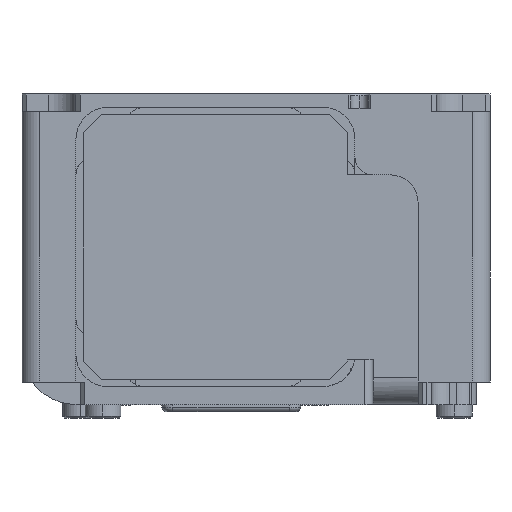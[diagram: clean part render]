
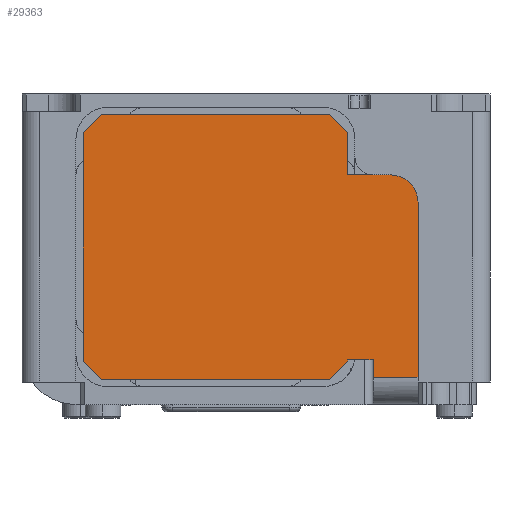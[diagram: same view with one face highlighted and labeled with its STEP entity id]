
A CAD part, left-side view. The second image highlights one B-rep face of the part: STEP entity #29363.
In plain terms, the highlighted planar face has unit normal (-1, 0, 0).
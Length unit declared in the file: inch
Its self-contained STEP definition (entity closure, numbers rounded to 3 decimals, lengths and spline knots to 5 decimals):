
#90 = VERTEX_POINT ( 'NONE', #28344 ) ;
#158 = DIRECTION ( 'NONE',  ( 0., -1., 0. ) ) ;
#701 = LINE ( 'NONE', #24753, #15719 ) ;
#1340 = CARTESIAN_POINT ( 'NONE',  ( -1.02165, -0.51181, 0.86614 ) ) ;
#1405 = VERTEX_POINT ( 'NONE', #10627 ) ;
#2266 = EDGE_CURVE ( 'NONE', #23252, #15795, #12977, .T. ) ;
#2553 = ORIENTED_EDGE ( 'NONE', *, *, #21235, .F. ) ;
#3432 = VERTEX_POINT ( 'NONE', #7287 ) ;
#3812 = VECTOR ( 'NONE', #13392, 39.37008 ) ;
#3971 = EDGE_CURVE ( 'NONE', #23252, #37308, #30596, .T. ) ;
#4611 = VECTOR ( 'NONE', #9187, 39.37008 ) ;
#5625 = PLANE ( 'NONE',  #33298 ) ;
#5951 = CARTESIAN_POINT ( 'NONE',  ( -1.02165, -0.40157, -0.02756 ) ) ;
#6358 = EDGE_CURVE ( 'NONE', #28676, #37308, #701, .T. ) ;
#6588 = DIRECTION ( 'NONE',  ( 0., -0.707, -0.707 ) ) ;
#6710 = ORIENTED_EDGE ( 'NONE', *, *, #25470, .F. ) ;
#7233 = LINE ( 'NONE', #19326, #29646 ) ;
#7256 = ORIENTED_EDGE ( 'NONE', *, *, #14924, .F. ) ;
#7287 = CARTESIAN_POINT ( 'NONE',  ( -1.02165, -0.51196, 0.05906 ) ) ;
#7360 = VECTOR ( 'NONE', #15435, 39.37008 ) ;
#7668 = CARTESIAN_POINT ( 'NONE',  ( -1.02165, 0.67717, 1.12992 ) ) ;
#7788 = LINE ( 'NONE', #17478, #33741 ) ;
#7856 = CARTESIAN_POINT ( 'NONE',  ( -1.02165, -0.39976, 0.05906 ) ) ;
#7985 = ORIENTED_EDGE ( 'NONE', *, *, #11020, .F. ) ;
#8086 = CARTESIAN_POINT ( 'NONE',  ( -1.02165, 0.75591, 1.05118 ) ) ;
#8159 = CARTESIAN_POINT ( 'NONE',  ( -1.02165, -0.70866, -0.08268 ) ) ;
#8245 = CARTESIAN_POINT ( 'NONE',  ( -1.02165, -0.59055, 0.86614 ) ) ;
#8594 = VERTEX_POINT ( 'NONE', #37337 ) ;
#8763 = EDGE_CURVE ( 'NONE', #37069, #17101, #7788, .T. ) ;
#9001 = CARTESIAN_POINT ( 'NONE',  ( -1.02165, 0.67717, -0.02756 ) ) ;
#9067 = ORIENTED_EDGE ( 'NONE', *, *, #9966, .F. ) ;
#9187 = DIRECTION ( 'NONE',  ( 0., 0., -1. ) ) ;
#9437 = CARTESIAN_POINT ( 'NONE',  ( -1.02165, -0.70866, 0.74803 ) ) ;
#9454 = VECTOR ( 'NONE', #158, 39.37008 ) ;
#9540 = ORIENTED_EDGE ( 'NONE', *, *, #17418, .T. ) ;
#9834 = VECTOR ( 'NONE', #6588, 39.37008 ) ;
#9966 = EDGE_CURVE ( 'NONE', #38381, #16277, #21375, .T. ) ;
#10327 = CARTESIAN_POINT ( 'NONE',  ( -1.02165, -0.5907, 0.86614 ) ) ;
#10562 = DIRECTION ( 'NONE',  ( 0., 0., 1. ) ) ;
#10595 = EDGE_CURVE ( 'NONE', #17101, #28559, #7233, .T. ) ;
#10627 = CARTESIAN_POINT ( 'NONE',  ( -1.02165, 0.75591, 0.05118 ) ) ;
#10982 = ORIENTED_EDGE ( 'NONE', *, *, #29536, .T. ) ;
#11020 = EDGE_CURVE ( 'NONE', #16005, #90, #35339, .T. ) ;
#11224 = VECTOR ( 'NONE', #22457, 39.37008 ) ;
#11296 = AXIS2_PLACEMENT_3D ( 'NONE', #22975, #35055, #35253 ) ;
#11308 = ORIENTED_EDGE ( 'NONE', *, *, #11816, .F. ) ;
#11317 = CARTESIAN_POINT ( 'NONE',  ( -1.02165, -0.40157, 1.05118 ) ) ;
#11816 = EDGE_CURVE ( 'NONE', #8594, #29737, #22320, .T. ) ;
#11917 = VECTOR ( 'NONE', #34211, 39.37008 ) ;
#12118 = DIRECTION ( 'NONE',  ( 0., -1., 0. ) ) ;
#12156 = FACE_OUTER_BOUND ( 'NONE', #26781, .T. ) ;
#12190 = CARTESIAN_POINT ( 'NONE',  ( -1.02165, -0.51196, 0.01969 ) ) ;
#12904 = LINE ( 'NONE', #18855, #38716 ) ;
#12964 = VECTOR ( 'NONE', #28685, 39.37008 ) ;
#12977 = LINE ( 'NONE', #37172, #12964 ) ;
#13124 = ORIENTED_EDGE ( 'NONE', *, *, #10595, .F. ) ;
#13392 = DIRECTION ( 'NONE',  ( 0., -0.707, 0.707 ) ) ;
#13446 = ORIENTED_EDGE ( 'NONE', *, *, #36541, .T. ) ;
#13921 = CARTESIAN_POINT ( 'NONE',  ( -1.02165, -0.40157, 0.05118 ) ) ;
#14448 = EDGE_CURVE ( 'NONE', #1405, #15795, #28262, .T. ) ;
#14555 = ORIENTED_EDGE ( 'NONE', *, *, #36360, .T. ) ;
#14924 = EDGE_CURVE ( 'NONE', #17406, #37069, #24014, .T. ) ;
#15184 = ORIENTED_EDGE ( 'NONE', *, *, #8763, .F. ) ;
#15276 = DIRECTION ( 'NONE',  ( 0., -1., 0. ) ) ;
#15389 = CARTESIAN_POINT ( 'NONE',  ( -1.02165, -0.40157, -0.02756 ) ) ;
#15435 = DIRECTION ( 'NONE',  ( 0., 0., -1. ) ) ;
#15719 = VECTOR ( 'NONE', #36601, 39.37008 ) ;
#15795 = VERTEX_POINT ( 'NONE', #8086 ) ;
#15955 = LINE ( 'NONE', #25925, #3812 ) ;
#16005 = VERTEX_POINT ( 'NONE', #9437 ) ;
#16277 = VERTEX_POINT ( 'NONE', #9001 ) ;
#16871 = CARTESIAN_POINT ( 'NONE',  ( -1.02165, -0.51196, -0.01969 ) ) ;
#17101 = VERTEX_POINT ( 'NONE', #8245 ) ;
#17389 = ORIENTED_EDGE ( 'NONE', *, *, #38970, .T. ) ;
#17406 = VERTEX_POINT ( 'NONE', #30598 ) ;
#17418 = EDGE_CURVE ( 'NONE', #32197, #90, #12904, .T. ) ;
#17478 = CARTESIAN_POINT ( 'NONE',  ( -1.02165, -0.51196, 0.86614 ) ) ;
#18855 = CARTESIAN_POINT ( 'NONE',  ( -1.02165, -0.70881, -0.01969 ) ) ;
#19296 = CARTESIAN_POINT ( 'NONE',  ( -1.02165, 0.75591, -0.02756 ) ) ;
#19326 = CARTESIAN_POINT ( 'NONE',  ( -1.02165, -0.51196, 0.86614 ) ) ;
#19399 = VECTOR ( 'NONE', #27554, 39.37008 ) ;
#20938 = LINE ( 'NONE', #12190, #4611 ) ;
#20985 = CARTESIAN_POINT ( 'NONE',  ( -1.02165, -0.32283, 1.12992 ) ) ;
#21235 = EDGE_CURVE ( 'NONE', #28559, #16005, #31626, .T. ) ;
#21272 = DIRECTION ( 'NONE',  ( 0., 0., 1. ) ) ;
#21375 = LINE ( 'NONE', #15389, #19399 ) ;
#22148 = ORIENTED_EDGE ( 'NONE', *, *, #14448, .F. ) ;
#22320 = LINE ( 'NONE', #34404, #11917 ) ;
#22457 = DIRECTION ( 'NONE',  ( 0., 0., -1. ) ) ;
#22953 = DIRECTION ( 'NONE',  ( -1., 0., 0. ) ) ;
#22975 = CARTESIAN_POINT ( 'NONE',  ( -1.02165, -0.59055, 0.74803 ) ) ;
#23252 = VERTEX_POINT ( 'NONE', #7668 ) ;
#24014 = LINE ( 'NONE', #33686, #9454 ) ;
#24670 = ORIENTED_EDGE ( 'NONE', *, *, #3971, .F. ) ;
#24688 = CARTESIAN_POINT ( 'NONE',  ( -1.02165, 0.75591, 0.05118 ) ) ;
#24753 = CARTESIAN_POINT ( 'NONE',  ( -1.02165, -0.40157, 1.05118 ) ) ;
#25470 = EDGE_CURVE ( 'NONE', #28676, #17406, #33901, .T. ) ;
#25925 = CARTESIAN_POINT ( 'NONE',  ( -1.02165, -0.32283, -0.02756 ) ) ;
#26781 = EDGE_LOOP ( 'NONE', ( #7985, #2553, #13124, #15184, #7256, #6710, #36724, #24670, #33945, #22148, #10982, #9067, #17389, #11308, #14555, #13446, #9540 ) ) ;
#26900 = CARTESIAN_POINT ( 'NONE',  ( -1.02165, -0.70881, 0.01969 ) ) ;
#27021 = VECTOR ( 'NONE', #12118, 39.37008 ) ;
#27554 = DIRECTION ( 'NONE',  ( 0., 1., 0. ) ) ;
#28262 = LINE ( 'NONE', #19296, #29999 ) ;
#28344 = CARTESIAN_POINT ( 'NONE',  ( -1.02165, -0.70866, -0.01969 ) ) ;
#28559 = VERTEX_POINT ( 'NONE', #10327 ) ;
#28676 = VERTEX_POINT ( 'NONE', #11317 ) ;
#28685 = DIRECTION ( 'NONE',  ( 0., 0.707, -0.707 ) ) ;
#29034 = DIRECTION ( 'NONE',  ( 0., -1., 0. ) ) ;
#29363 = ADVANCED_FACE ( 'NONE', ( #12156 ), #5625, .T. ) ;
#29536 = EDGE_CURVE ( 'NONE', #1405, #16277, #31419, .T. ) ;
#29646 = VECTOR ( 'NONE', #31468, 39.37008 ) ;
#29737 = VERTEX_POINT ( 'NONE', #13921 ) ;
#29999 = VECTOR ( 'NONE', #10562, 39.37008 ) ;
#30596 = LINE ( 'NONE', #33725, #27021 ) ;
#30598 = CARTESIAN_POINT ( 'NONE',  ( -1.02165, -0.40157, 0.86614 ) ) ;
#31419 = LINE ( 'NONE', #24688, #9834 ) ;
#31468 = DIRECTION ( 'NONE',  ( 0., -1., 0. ) ) ;
#31626 = CIRCLE ( 'NONE', #11296, 0.11811 ) ;
#32197 = VERTEX_POINT ( 'NONE', #16871 ) ;
#32657 = DIRECTION ( 'NONE',  ( 0., -1., 0. ) ) ;
#33298 = AXIS2_PLACEMENT_3D ( 'NONE', #26900, #22953, #21272 ) ;
#33686 = CARTESIAN_POINT ( 'NONE',  ( -1.02165, -0.51196, 0.86614 ) ) ;
#33725 = CARTESIAN_POINT ( 'NONE',  ( -1.02165, -0.40157, 1.12992 ) ) ;
#33740 = VECTOR ( 'NONE', #32657, 39.37008 ) ;
#33741 = VECTOR ( 'NONE', #29034, 39.37008 ) ;
#33901 = LINE ( 'NONE', #5951, #7360 ) ;
#33945 = ORIENTED_EDGE ( 'NONE', *, *, #2266, .T. ) ;
#34211 = DIRECTION ( 'NONE',  ( 0., 0., -1. ) ) ;
#34404 = CARTESIAN_POINT ( 'NONE',  ( -1.02165, -0.40157, -0.02756 ) ) ;
#35055 = DIRECTION ( 'NONE',  ( 1., 0., 0. ) ) ;
#35253 = DIRECTION ( 'NONE',  ( 0., 0., 1. ) ) ;
#35339 = LINE ( 'NONE', #8159, #11224 ) ;
#35539 = CARTESIAN_POINT ( 'NONE',  ( -1.02165, -0.32283, -0.02756 ) ) ;
#36360 = EDGE_CURVE ( 'NONE', #8594, #3432, #37989, .T. ) ;
#36541 = EDGE_CURVE ( 'NONE', #3432, #32197, #20938, .T. ) ;
#36601 = DIRECTION ( 'NONE',  ( 0., 0.707, 0.707 ) ) ;
#36724 = ORIENTED_EDGE ( 'NONE', *, *, #6358, .T. ) ;
#37069 = VERTEX_POINT ( 'NONE', #1340 ) ;
#37172 = CARTESIAN_POINT ( 'NONE',  ( -1.02165, 0.67717, 1.12992 ) ) ;
#37308 = VERTEX_POINT ( 'NONE', #20985 ) ;
#37337 = CARTESIAN_POINT ( 'NONE',  ( -1.02165, -0.40157, 0.05906 ) ) ;
#37989 = LINE ( 'NONE', #7856, #33740 ) ;
#38381 = VERTEX_POINT ( 'NONE', #35539 ) ;
#38716 = VECTOR ( 'NONE', #15276, 39.37008 ) ;
#38970 = EDGE_CURVE ( 'NONE', #38381, #29737, #15955, .T. ) ;
